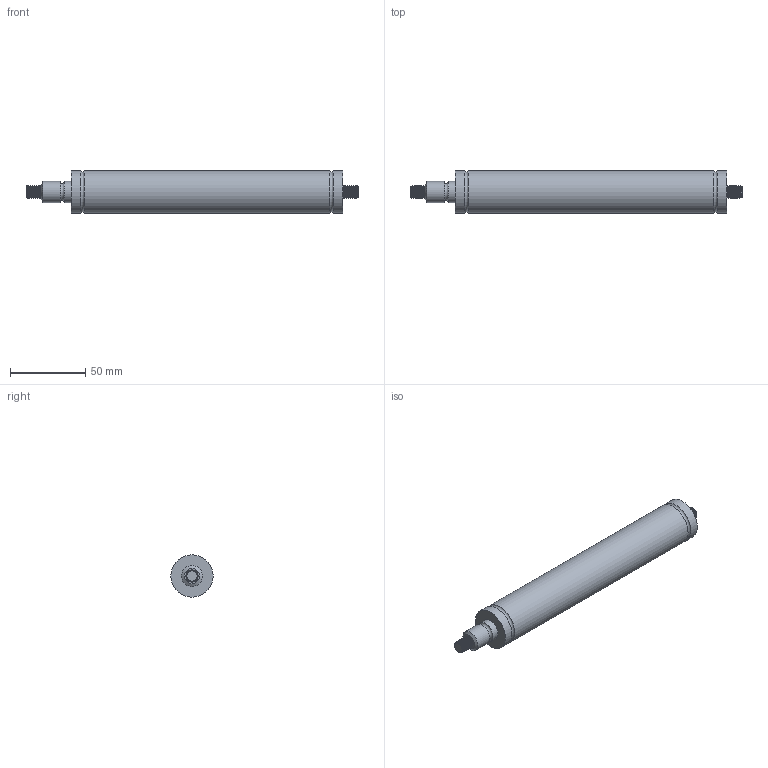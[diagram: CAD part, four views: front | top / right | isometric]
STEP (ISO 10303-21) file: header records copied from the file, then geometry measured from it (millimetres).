
FILE_DESCRIPTION(/* description */ (''),/* implementation_level */ '2;1');
FILE_NAME(/* name */ 'Z_10_28_100_0_300_Steel.stp',/* time_stamp */ '2024-05-16T14:13:43+03:00',/* author */ (''),/* organization */ (''),/* preprocessor_version */ 'ST-DEVELOPER v16',/* originating_system */ 'SIEMENS PLM Software NX 11.0',/* authorisation */ '');
FILE_SCHEMA (('AUTOMOTIVE_DESIGN { 1 0 10303 214 3 1 1 1 }'));
Length unit declared in the file: millimetre
Products named in the file (5): thread cylinder; thread rod; rod; cylinder; Z_10_28_100_0_300_Steel
Assembly tree (4 placements, depth 2):
  Z_10_28_100_0_300_Steel
    cylinder
    rod
    thread rod
    thread cylinder
Bounding box: 220 x 28 x 28 mm (x, y, z)
Volume: 122110 mm3; surface area: 22425.7 mm2
Topology: 4 solids, 4 shells, 29 faces, 53 edges, 33 vertices
Faces by surface type: cylinder 10, plane 9, bspline 4, torus 3, cone 3
Full cylindrical faces by diameter (mm): 10 x1, 14 x2, 28 x3
Entity records: 5715 total; most frequent: CARTESIAN_POINT 5092, DIRECTION 106, ORIENTED_EDGE 86, AXIS2_PLACEMENT_3D 53, EDGE_CURVE 43, EDGE_LOOP 40, VERTEX_POINT 33, ADVANCED_FACE 29
